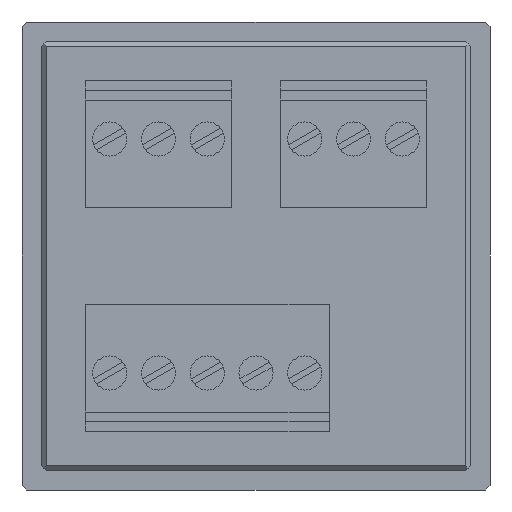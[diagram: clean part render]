
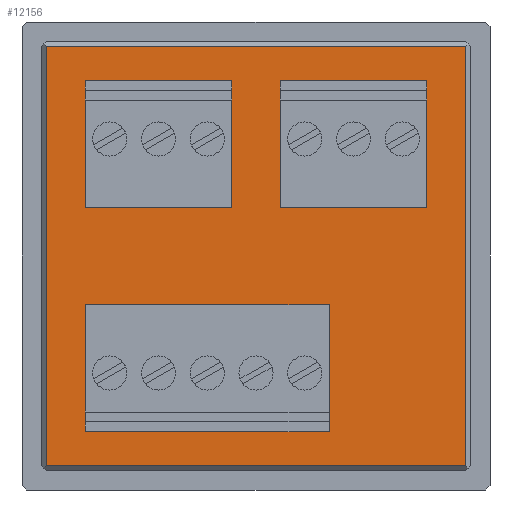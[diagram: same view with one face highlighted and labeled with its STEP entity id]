
A CAD part, front view. The second image highlights one B-rep face of the part: STEP entity #12156.
In plain terms, the highlighted face is planar.
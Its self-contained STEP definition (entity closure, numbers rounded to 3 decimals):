
#11634=CARTESIAN_POINT('',(-17.5,0.,7.));
#11635=VERTEX_POINT('',#11634);
#11636=CARTESIAN_POINT('',(7.5,0.,7.));
#11637=VERTEX_POINT('',#11636);
#11638=CARTESIAN_POINT('',(-17.5,0.,7.));
#11639=DIRECTION('',(1.,0.,-0.));
#11640=VECTOR('',#11639,25.);
#11641=LINE('',#11638,#11640);
#11642=EDGE_CURVE('',#11635,#11637,#11641,.T.);
#11674=CARTESIAN_POINT('',(-17.5,0.,15.));
#11675=VERTEX_POINT('',#11674);
#11676=CARTESIAN_POINT('',(-17.5,0.,15.));
#11677=DIRECTION('',(0.,0.,-1.));
#11678=VECTOR('',#11677,8.);
#11679=LINE('',#11676,#11678);
#11680=EDGE_CURVE('',#11675,#11635,#11679,.T.);
#11705=CARTESIAN_POINT('',(7.5,0.,15.));
#11706=VERTEX_POINT('',#11705);
#11707=CARTESIAN_POINT('',(7.5,0.,15.));
#11708=DIRECTION('',(-1.,0.,0.));
#11709=VECTOR('',#11708,25.);
#11710=LINE('',#11707,#11709);
#11711=EDGE_CURVE('',#11706,#11675,#11710,.T.);
#11736=CARTESIAN_POINT('',(-17.5,0.,-15.));
#11737=VERTEX_POINT('',#11736);
#11738=CARTESIAN_POINT('',(-2.5,0.,-15.));
#11739=VERTEX_POINT('',#11738);
#11740=CARTESIAN_POINT('',(-17.5,0.,-15.));
#11741=DIRECTION('',(1.,0.,-0.));
#11742=VECTOR('',#11741,15.);
#11743=LINE('',#11740,#11742);
#11744=EDGE_CURVE('',#11737,#11739,#11743,.T.);
#11776=CARTESIAN_POINT('',(-17.5,0.,-7.));
#11777=VERTEX_POINT('',#11776);
#11778=CARTESIAN_POINT('',(-17.5,0.,-7.));
#11779=DIRECTION('',(0.,0.,-1.));
#11780=VECTOR('',#11779,8.);
#11781=LINE('',#11778,#11780);
#11782=EDGE_CURVE('',#11777,#11737,#11781,.T.);
#11807=CARTESIAN_POINT('',(-2.5,0.,-7.));
#11808=VERTEX_POINT('',#11807);
#11809=CARTESIAN_POINT('',(-2.5,0.,-7.));
#11810=DIRECTION('',(-1.,0.,0.));
#11811=VECTOR('',#11810,15.);
#11812=LINE('',#11809,#11811);
#11813=EDGE_CURVE('',#11808,#11777,#11812,.T.);
#11838=CARTESIAN_POINT('',(2.5,0.,-7.));
#11839=VERTEX_POINT('',#11838);
#11840=CARTESIAN_POINT('',(2.5,0.,-15.));
#11841=VERTEX_POINT('',#11840);
#11842=CARTESIAN_POINT('',(2.5,0.,-7.));
#11843=DIRECTION('',(0.,0.,-1.));
#11844=VECTOR('',#11843,8.);
#11845=LINE('',#11842,#11844);
#11846=EDGE_CURVE('',#11839,#11841,#11845,.T.);
#11878=CARTESIAN_POINT('',(17.5,0.,-7.));
#11879=VERTEX_POINT('',#11878);
#11880=CARTESIAN_POINT('',(17.5,0.,-7.));
#11881=DIRECTION('',(-1.,0.,0.));
#11882=VECTOR('',#11881,15.);
#11883=LINE('',#11880,#11882);
#11884=EDGE_CURVE('',#11879,#11839,#11883,.T.);
#11909=CARTESIAN_POINT('',(17.5,0.,-15.));
#11910=VERTEX_POINT('',#11909);
#11911=CARTESIAN_POINT('',(17.5,0.,-15.));
#11912=DIRECTION('',(0.,0.,1.));
#11913=VECTOR('',#11912,8.);
#11914=LINE('',#11911,#11913);
#11915=EDGE_CURVE('',#11910,#11879,#11914,.T.);
#11940=CARTESIAN_POINT('',(7.5,0.,7.));
#11941=DIRECTION('',(0.,0.,1.));
#11942=VECTOR('',#11941,8.);
#11943=LINE('',#11940,#11942);
#11944=EDGE_CURVE('',#11637,#11706,#11943,.T.);
#11962=CARTESIAN_POINT('',(-2.5,0.,-15.));
#11963=DIRECTION('',(0.,0.,1.));
#11964=VECTOR('',#11963,8.);
#11965=LINE('',#11962,#11964);
#11966=EDGE_CURVE('',#11739,#11808,#11965,.T.);
#11984=CARTESIAN_POINT('',(2.5,0.,-15.));
#11985=DIRECTION('',(1.,0.,-0.));
#11986=VECTOR('',#11985,15.);
#11987=LINE('',#11984,#11986);
#11988=EDGE_CURVE('',#11841,#11910,#11987,.T.);
#12099=CARTESIAN_POINT('',(0.,0.,0.));
#12100=DIRECTION('',(0.,-1.,0.));
#12101=DIRECTION('',(0.,0.,1.));
#12102=AXIS2_PLACEMENT_3D('',#12099,#12100,#12101);
#12103=PLANE('',#12102);
#12104=CARTESIAN_POINT('',(21.5,0.,21.5));
#12105=VERTEX_POINT('',#12104);
#12106=CARTESIAN_POINT('',(21.5,0.,-21.5));
#12107=VERTEX_POINT('',#12106);
#12108=CARTESIAN_POINT('',(21.5,0.,21.5));
#12109=DIRECTION('',(0.,0.,-1.));
#12110=VECTOR('',#12109,43.);
#12111=LINE('',#12108,#12110);
#12112=EDGE_CURVE('',#12105,#12107,#12111,.T.);
#12113=ORIENTED_EDGE('',*,*,#12112,.T.);
#12114=CARTESIAN_POINT('',(-21.5,0.,-21.5));
#12115=VERTEX_POINT('',#12114);
#12116=CARTESIAN_POINT('',(21.5,0.,-21.5));
#12117=DIRECTION('',(-1.,0.,0.));
#12118=VECTOR('',#12117,43.);
#12119=LINE('',#12116,#12118);
#12120=EDGE_CURVE('',#12107,#12115,#12119,.T.);
#12121=ORIENTED_EDGE('',*,*,#12120,.T.);
#12122=CARTESIAN_POINT('',(-21.5,0.,21.5));
#12123=VERTEX_POINT('',#12122);
#12124=CARTESIAN_POINT('',(-21.5,0.,-21.5));
#12125=DIRECTION('',(0.,0.,1.));
#12126=VECTOR('',#12125,43.);
#12127=LINE('',#12124,#12126);
#12128=EDGE_CURVE('',#12115,#12123,#12127,.T.);
#12129=ORIENTED_EDGE('',*,*,#12128,.T.);
#12130=CARTESIAN_POINT('',(-21.5,0.,21.5));
#12131=DIRECTION('',(1.,0.,-0.));
#12132=VECTOR('',#12131,43.);
#12133=LINE('',#12130,#12132);
#12134=EDGE_CURVE('',#12123,#12105,#12133,.T.);
#12135=ORIENTED_EDGE('',*,*,#12134,.T.);
#12136=EDGE_LOOP('',(#12113,#12121,#12129,#12135));
#12137=FACE_BOUND('',#12136,.T.);
#12138=ORIENTED_EDGE('',*,*,#11846,.T.);
#12139=ORIENTED_EDGE('',*,*,#11988,.T.);
#12140=ORIENTED_EDGE('',*,*,#11915,.T.);
#12141=ORIENTED_EDGE('',*,*,#11884,.T.);
#12142=EDGE_LOOP('',(#12138,#12139,#12140,#12141));
#12143=FACE_BOUND('',#12142,.T.);
#12144=ORIENTED_EDGE('',*,*,#11744,.T.);
#12145=ORIENTED_EDGE('',*,*,#11966,.T.);
#12146=ORIENTED_EDGE('',*,*,#11813,.T.);
#12147=ORIENTED_EDGE('',*,*,#11782,.T.);
#12148=EDGE_LOOP('',(#12144,#12145,#12146,#12147));
#12149=FACE_BOUND('',#12148,.T.);
#12150=ORIENTED_EDGE('',*,*,#11642,.T.);
#12151=ORIENTED_EDGE('',*,*,#11944,.T.);
#12152=ORIENTED_EDGE('',*,*,#11711,.T.);
#12153=ORIENTED_EDGE('',*,*,#11680,.T.);
#12154=EDGE_LOOP('',(#12150,#12151,#12152,#12153));
#12155=FACE_BOUND('',#12154,.T.);
#12156=ADVANCED_FACE('',(#12137,#12143,#12149,#12155),#12103,.F.);
